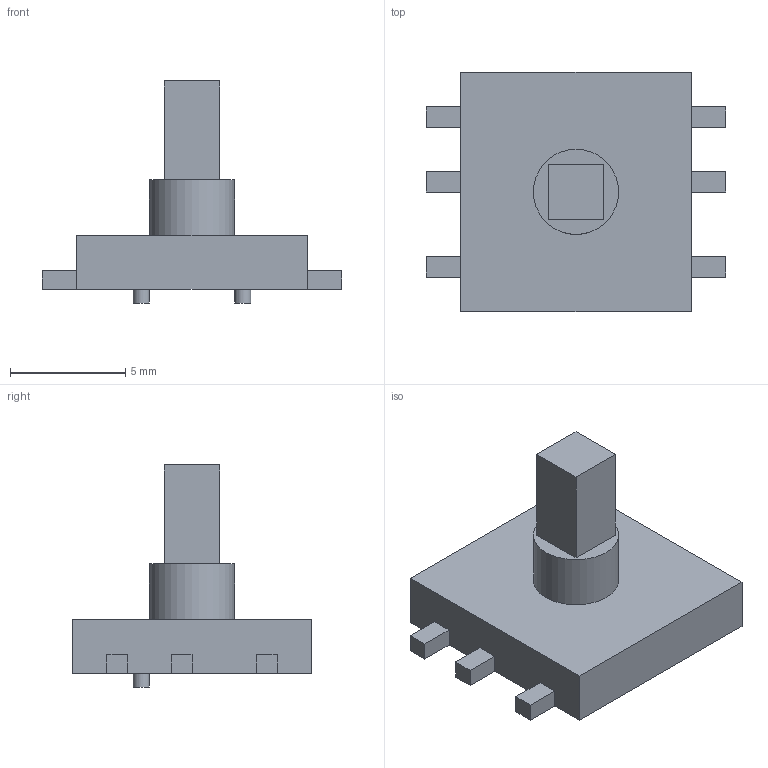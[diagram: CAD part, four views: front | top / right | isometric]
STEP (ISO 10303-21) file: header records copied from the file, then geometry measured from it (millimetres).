
FILE_DESCRIPTION(/* description */ (''),/* implementation_level */ '2;1');
FILE_NAME(/* name */ '5way_SMD_Switch v1.step',/* time_stamp */ '2025-06-30T10:09:50+02:00',/* author */ (''),/* organization */ (''),/* preprocessor_version */ 'ST-DEVELOPER v20.1',/* originating_system */ 'Autodesk Translation Framework v14.10.0.0',/* authorisation */ '');
FILE_SCHEMA (('AUTOMOTIVE_DESIGN { 1 0 10303 214 3 1 1 }'));
Length unit declared in the file: millimetre
Products named in the file (1): 5way_SMD_Switch
Bounding box: 13 x 10.4 x 9.65 mm (x, y, z)
Volume: 301.9 mm3; surface area: 414.9 mm2
Topology: 7 solids, 7 shells, 53 faces, 105 edges, 70 vertices
Faces by surface type: plane 50, cylinder 3
Full cylindrical faces by diameter (mm): 0.7 x2, 3.7 x1
Entity records: 1400 total; most frequent: CARTESIAN_POINT 229, DIRECTION 219, ORIENTED_EDGE 210, EDGE_CURVE 105, LINE 99, VECTOR 99, VERTEX_POINT 70, AXIS2_PLACEMENT_3D 60
